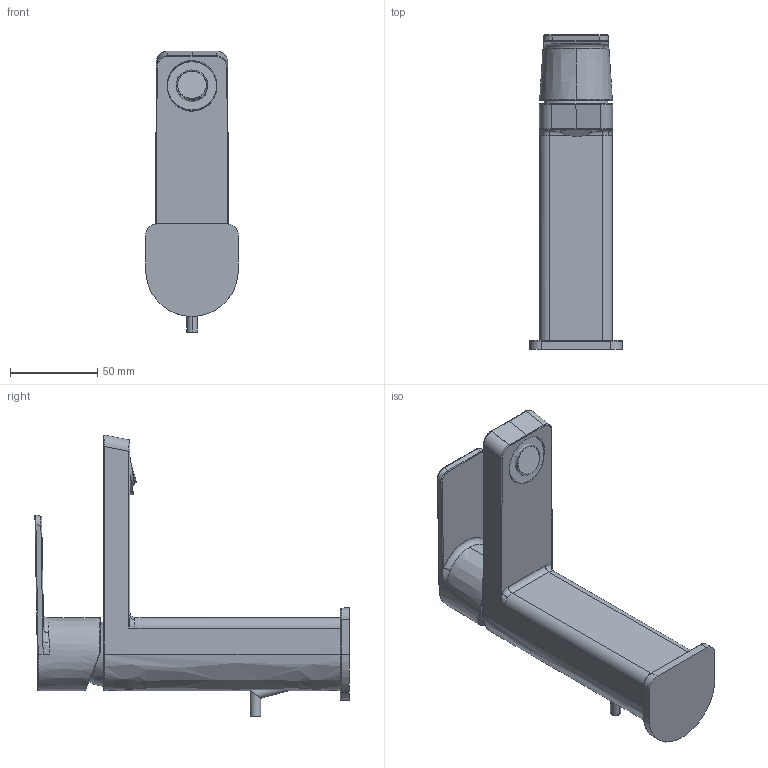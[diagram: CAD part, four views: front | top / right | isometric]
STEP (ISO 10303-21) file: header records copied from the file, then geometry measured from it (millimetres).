
FILE_DESCRIPTION (( 'STEP AP203' ), '1' );
FILE_NAME ('57182273(2021).STEP', '2020-10-22T09:40:19', ( '' ), ( '' ), 'SwSTEP 2.0', 'SolidWorks 2016', '' );
FILE_SCHEMA (( 'CONFIG_CONTROL_DESIGN' ));
Length unit declared in the file: millimetre
Products named in the file (1): 57182273(2021)
Bounding box: 53.17 x 180.49 x 161.98 mm (x, y, z)
Volume: 359283.9 mm3; surface area: 60041 mm2
Topology: 7 solids, 7 shells, 146 faces, 333 edges, 205 vertices
Faces by surface type: bspline 64, cylinder 41, plane 31, cone 8, torus 2
Entity records: 9277 total; most frequent: CARTESIAN_POINT 6363, ORIENTED_EDGE 660, DIRECTION 473, EDGE_CURVE 330, VERTEX_POINT 205, AXIS2_PLACEMENT_3D 186, EDGE_LOOP 153, ADVANCED_FACE 146
